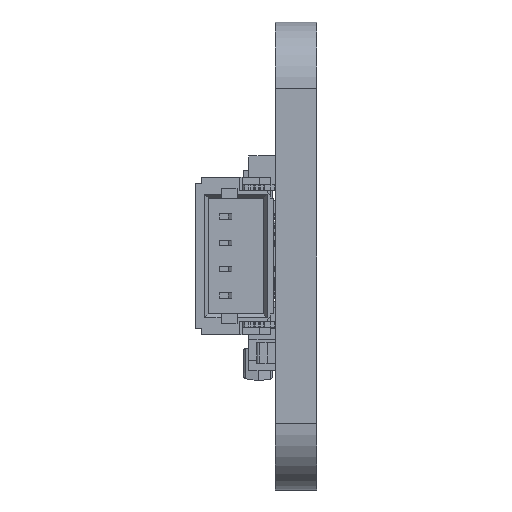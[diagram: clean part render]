
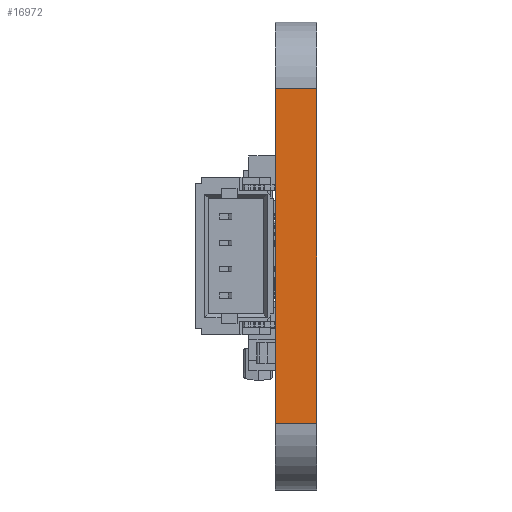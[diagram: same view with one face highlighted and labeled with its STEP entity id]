
A CAD part, left-side view. The second image highlights one B-rep face of the part: STEP entity #16972.
In plain terms, the highlighted planar face has unit normal (-1, 0, 0).
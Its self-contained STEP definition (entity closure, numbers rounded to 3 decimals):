
#1435 = DIRECTION ( 'NONE',  ( 1., 0., 0. ) ) ;
#1968 = ORIENTED_EDGE ( 'NONE', *, *, #13033, .F. ) ;
#2294 = CARTESIAN_POINT ( 'NONE',  ( -12.7, 1.57, -6.35 ) ) ;
#3487 = VERTEX_POINT ( 'NONE', #30395 ) ;
#3579 = EDGE_CURVE ( 'NONE', #27591, #12108, #16979, .T. ) ;
#4496 = CARTESIAN_POINT ( 'NONE',  ( -12.7, 0., 6.35 ) ) ;
#4615 = DIRECTION ( 'NONE',  ( 0., -1., 0. ) ) ;
#5504 = VERTEX_POINT ( 'NONE', #35317 ) ;
#6595 = PLANE ( 'NONE',  #30602 ) ;
#6617 = VECTOR ( 'NONE', #24644, 1000. ) ;
#9125 = ORIENTED_EDGE ( 'NONE', *, *, #34043, .T. ) ;
#10370 = VECTOR ( 'NONE', #4615, 1000. ) ;
#11460 = DIRECTION ( 'NONE',  ( 0., 0., 1. ) ) ;
#12108 = VERTEX_POINT ( 'NONE', #4496 ) ;
#12690 = LINE ( 'NONE', #2294, #10370 ) ;
#13033 = EDGE_CURVE ( 'NONE', #5504, #3487, #27516, .T. ) ;
#13594 = VECTOR ( 'NONE', #11460, 1000. ) ;
#13718 = EDGE_CURVE ( 'NONE', #3487, #12108, #33006, .T. ) ;
#13769 = CARTESIAN_POINT ( 'NONE',  ( -12.7, 1.57, 6.35 ) ) ;
#13992 = ORIENTED_EDGE ( 'NONE', *, *, #3579, .T. ) ;
#16972 = ADVANCED_FACE ( 'NONE', ( #17515 ), #6595, .F. ) ;
#16979 = LINE ( 'NONE', #25003, #13594 ) ;
#17515 = FACE_OUTER_BOUND ( 'NONE', #27215, .T. ) ;
#20144 = CARTESIAN_POINT ( 'NONE',  ( -12.7, 1.57, 6.35 ) ) ;
#23044 = DIRECTION ( 'NONE',  ( 0., 0., -1. ) ) ;
#24644 = DIRECTION ( 'NONE',  ( 0., 0., 1. ) ) ;
#25003 = CARTESIAN_POINT ( 'NONE',  ( -12.7, 0., 6.35 ) ) ;
#25545 = CARTESIAN_POINT ( 'NONE',  ( -12.7, 1.57, 6.35 ) ) ;
#25941 = ORIENTED_EDGE ( 'NONE', *, *, #13718, .F. ) ;
#27215 = EDGE_LOOP ( 'NONE', ( #13992, #25941, #1968, #9125 ) ) ;
#27516 = LINE ( 'NONE', #13769, #6617 ) ;
#27591 = VERTEX_POINT ( 'NONE', #31029 ) ;
#30334 = DIRECTION ( 'NONE',  ( 0., -1., 0. ) ) ;
#30395 = CARTESIAN_POINT ( 'NONE',  ( -12.7, 1.57, 6.35 ) ) ;
#30602 = AXIS2_PLACEMENT_3D ( 'NONE', #25545, #1435, #23044 ) ;
#31029 = CARTESIAN_POINT ( 'NONE',  ( -12.7, 0., -6.35 ) ) ;
#33006 = LINE ( 'NONE', #20144, #33518 ) ;
#33518 = VECTOR ( 'NONE', #30334, 1000. ) ;
#34043 = EDGE_CURVE ( 'NONE', #5504, #27591, #12690, .T. ) ;
#35317 = CARTESIAN_POINT ( 'NONE',  ( -12.7, 1.57, -6.35 ) ) ;
